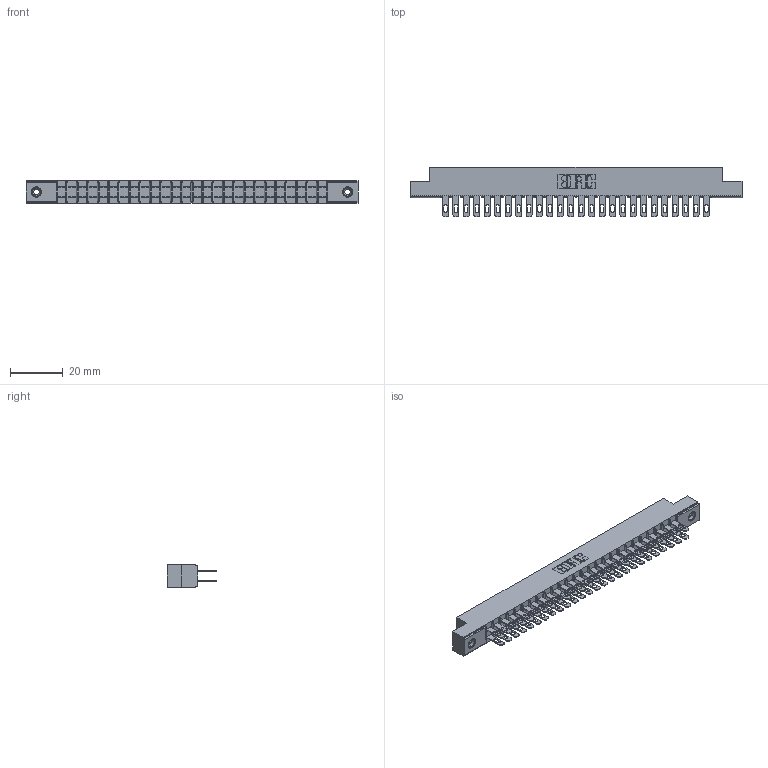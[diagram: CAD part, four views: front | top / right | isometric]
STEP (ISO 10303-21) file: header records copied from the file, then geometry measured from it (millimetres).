
FILE_DESCRIPTION (( 'STEP AP203' ), '1' );
FILE_NAME ('355-052-500-208.STEP', '2019-09-11T16:11:48', ( '' ), ( '' ), 'SwSTEP 2.0', 'SolidWorks 2016', '' );
FILE_SCHEMA (( 'CONFIG_CONTROL_DESIGN' ));
Length unit declared in the file: inch
Products named in the file (4): 355-052-500-208; 345-250-001_345-250-003-102; 305-290-001_500; 305 Part_.156 Dia
Assembly tree (55 placements, depth 2):
  355-052-500-208
    305 Part_.156 Dia
    305-290-001_500  x52
    345-250-001_345-250-003-102  x2
Bounding box: 126.03 x 18.85 x 8.71 mm (x, y, z)
Volume: 8048.5 mm3; surface area: 16383.8 mm2
Topology: 55 solids, 55 shells, 2776 faces, 7914 edges, 5128 vertices
Faces by surface type: plane 1556, cylinder 1100, sphere 104, cone 12, torus 4
Entity records: 31306 total; most frequent: CARTESIAN_POINT 5163, ORIENTED_EDGE 5116, DIRECTION 5020, EDGE_CURVE 2558, VECTOR 2046, LINE 2046, VERTEX_POINT 1630, AXIS2_PLACEMENT_3D 1487
